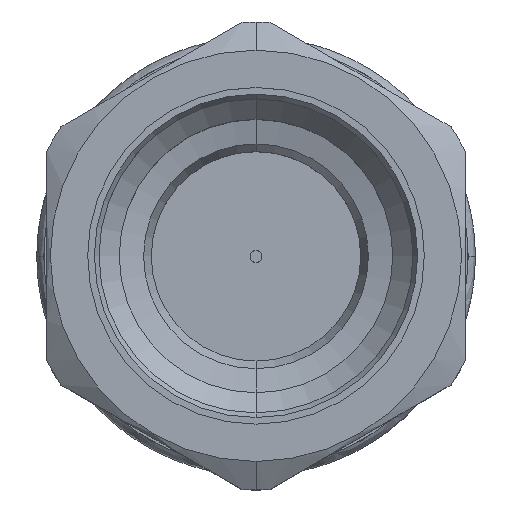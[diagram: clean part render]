
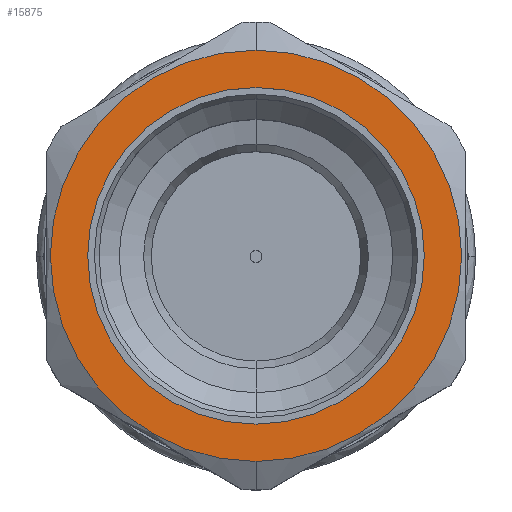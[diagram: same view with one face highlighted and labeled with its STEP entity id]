
A CAD part, top view. The second image highlights one B-rep face of the part: STEP entity #15875.
In plain terms, the highlighted planar face has unit normal (0, 0, 1).
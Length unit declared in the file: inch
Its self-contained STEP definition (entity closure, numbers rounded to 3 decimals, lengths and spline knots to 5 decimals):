
#3913=CARTESIAN_POINT('',(0.,0.,3.1555));
#3914=DIRECTION('',(0.,0.,1.));
#3915=DIRECTION('',(0.,-1.,0.));
#3916=AXIS2_PLACEMENT_3D('',#3913,#3914,#3915);
#3918=CARTESIAN_POINT('',(0.,0.,3.1555));
#3919=DIRECTION('',(0.,0.,1.));
#3920=DIRECTION('',(0.,1.,0.));
#3921=AXIS2_PLACEMENT_3D('',#3918,#3919,#3920);
#3923=CARTESIAN_POINT('',(0.,0.,3.1555));
#3924=DIRECTION('',(0.,0.,1.));
#3925=DIRECTION('',(0.,-1.,0.));
#3926=AXIS2_PLACEMENT_3D('',#3923,#3924,#3925);
#3928=CARTESIAN_POINT('',(0.,0.,3.1555));
#3929=DIRECTION('',(0.,0.,1.));
#3930=DIRECTION('',(0.,1.,0.));
#3931=AXIS2_PLACEMENT_3D('',#3928,#3929,#3930);
#10465=CARTESIAN_POINT('',(0.,-0.43,3.1555));
#10466=CARTESIAN_POINT('',(0.,0.43,3.1555));
#10467=VERTEX_POINT('',#10465);
#10468=VERTEX_POINT('',#10466);
#10593=CARTESIAN_POINT('',(0.,-0.352,3.1555));
#10594=CARTESIAN_POINT('',(0.,0.352,3.1555));
#10595=VERTEX_POINT('',#10593);
#10596=VERTEX_POINT('',#10594);
#15860=CARTESIAN_POINT('',(0.,0.,3.1555));
#15861=DIRECTION('',(0.,0.,1.));
#15862=DIRECTION('',(0.,1.,0.));
#15863=AXIS2_PLACEMENT_3D('',#15860,#15861,#15862);
#15864=PLANE('',#15863);
#15865=ORIENTED_EDGE('',*,*,#15680,.F.);
#15866=ORIENTED_EDGE('',*,*,#15851,.F.);
#15867=EDGE_LOOP('',(#15865,#15866));
#15868=FACE_OUTER_BOUND('',#15867,.F.);
#15870=ORIENTED_EDGE('',*,*,#15869,.T.);
#15872=ORIENTED_EDGE('',*,*,#15871,.T.);
#15873=EDGE_LOOP('',(#15870,#15872));
#15874=FACE_BOUND('',#15873,.F.);
#15875=ADVANCED_FACE('',(#15868,#15874),#15864,.T.);
#3917=CIRCLE('',#3916,0.43);
#3922=CIRCLE('',#3921,0.43);
#3927=CIRCLE('',#3926,0.352);
#3932=CIRCLE('',#3931,0.352);
#15680=EDGE_CURVE('',#10467,#10468,#3917,.T.);
#15851=EDGE_CURVE('',#10468,#10467,#3922,.T.);
#15869=EDGE_CURVE('',#10595,#10596,#3927,.T.);
#15871=EDGE_CURVE('',#10596,#10595,#3932,.T.);
